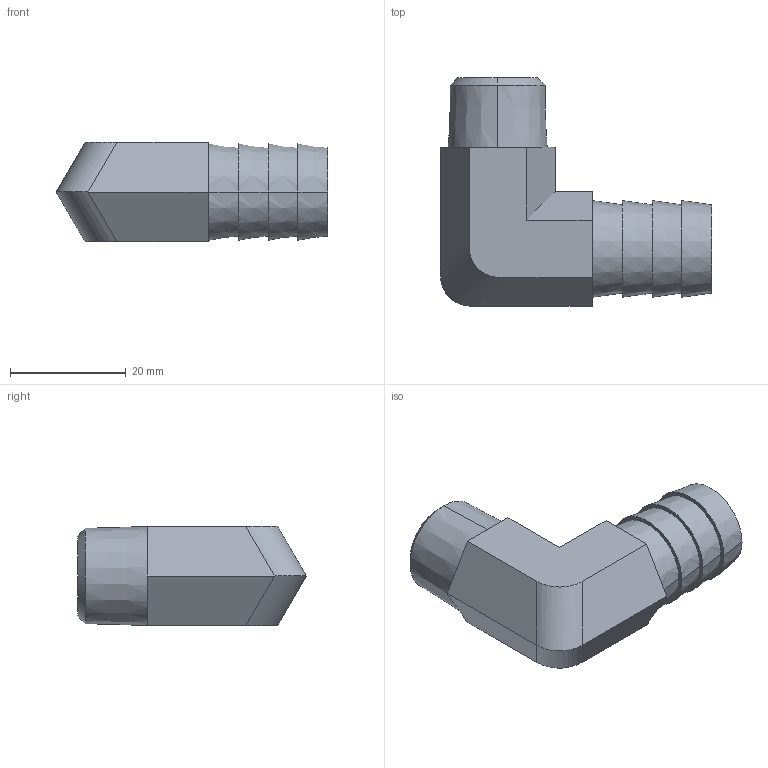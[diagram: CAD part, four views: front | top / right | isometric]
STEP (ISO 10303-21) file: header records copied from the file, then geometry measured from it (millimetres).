
FILE_DESCRIPTION (( 'STEP AP214' ), '1' );
FILE_NAME ('BAHBL-58-38N.step', '2017-08-29T20:40:41', ( '' ), ( '' ), 'SwSTEP 2.0', 'SolidWorks 2017', '' );
FILE_SCHEMA (( 'AUTOMOTIVE_DESIGN' ));
Length unit declared in the file: inch
Products named in the file (1): BAHBL-58-38N
Bounding box: 46.84 x 39.45 x 17.14 mm (x, y, z)
Volume: 7792.4 mm3; surface area: 6500.8 mm2
Topology: 1 solids, 1 shells, 47 faces, 106 edges, 69 vertices
Faces by surface type: plane 22, cylinder 13, cone 12
Entity records: 1493 total; most frequent: CARTESIAN_POINT 372, DIRECTION 234, ORIENTED_EDGE 212, EDGE_CURVE 106, AXIS2_PLACEMENT_3D 89, VERTEX_POINT 69, EDGE_LOOP 57, VECTOR 56
